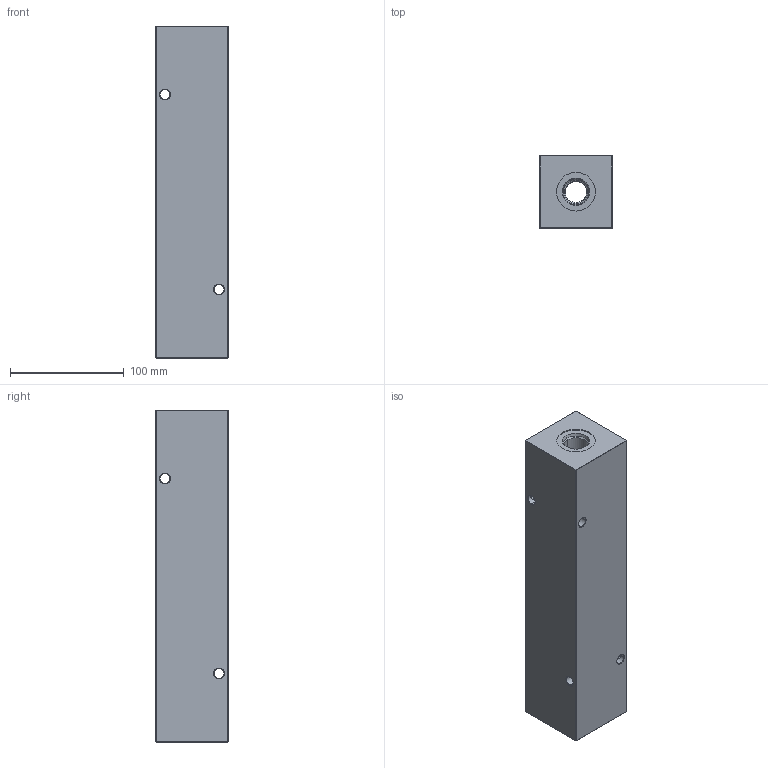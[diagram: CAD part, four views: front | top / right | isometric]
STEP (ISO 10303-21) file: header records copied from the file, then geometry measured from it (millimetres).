
FILE_DESCRIPTION (( 'STEP AP203' ), '1' );
FILE_NAME ('HM-5-90-S-10-8.STEP', '2020-11-09T22:25:35', ( '' ), ( '' ), 'SwSTEP 2.0', 'SolidWorks 2019', '' );
FILE_SCHEMA (( 'CONFIG_CONTROL_DESIGN' ));
Products named in the file (1): HM-5-90-S-10-8
Bounding box: 63.5 x 63.5 x 292.1 mm (x, y, z)
Volume: 1017273 mm3; surface area: 113405.6 mm2
Topology: 1 solids, 1 shells, 626 faces, 1594 edges, 1015 vertices
Faces by surface type: plane 241, bspline 211, cone 88, cylinder 86
Entity records: 29909 total; most frequent: CARTESIAN_POINT 16109, ORIENTED_EDGE 3188, DIRECTION 2158, EDGE_CURVE 1594, VERTEX_POINT 1015, LINE 906, VECTOR 906, EDGE_LOOP 705
